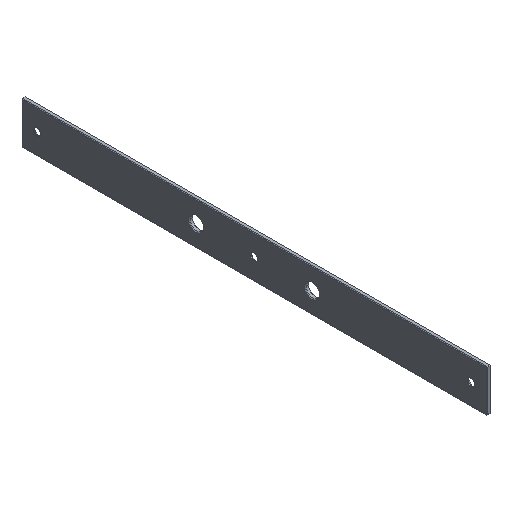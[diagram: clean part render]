
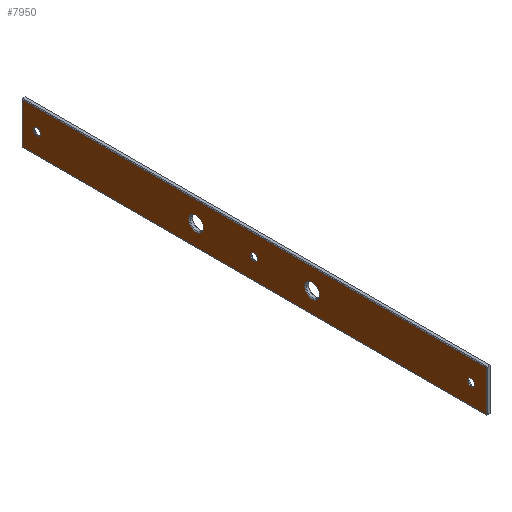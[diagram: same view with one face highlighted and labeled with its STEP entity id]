
A CAD part, isometric view. The second image highlights one B-rep face of the part: STEP entity #7950.
In plain terms, the highlighted planar face has unit normal (-1, 0, 0).
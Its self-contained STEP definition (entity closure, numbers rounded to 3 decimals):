
#1673=DIRECTION('',(0.,1.,0.));
#1674=VECTOR('',#1673,592.);
#1675=CARTESIAN_POINT('',(273.,-296.,267.7));
#1676=LINE('',#1675,#1674);
#1834=DIRECTION('',(0.,0.,-1.));
#1835=VECTOR('',#1834,52.);
#1836=CARTESIAN_POINT('',(273.,-296.,319.7));
#1837=LINE('',#1836,#1835);
#1862=CARTESIAN_POINT('',(273.,-74.,293.7));
#1863=DIRECTION('',(1.,0.,0.));
#1864=DIRECTION('',(0.,-1.,0.));
#1865=AXIS2_PLACEMENT_3D('',#1862,#1863,#1864);
#1870=CARTESIAN_POINT('',(273.,-74.,293.7));
#1871=DIRECTION('',(1.,0.,0.));
#1872=DIRECTION('',(0.,0.,1.));
#1873=AXIS2_PLACEMENT_3D('',#1870,#1871,#1872);
#1878=CARTESIAN_POINT('',(273.,-74.,293.7));
#1879=DIRECTION('',(1.,0.,0.));
#1880=DIRECTION('',(0.,1.,0.));
#1881=AXIS2_PLACEMENT_3D('',#1878,#1879,#1880);
#1886=CARTESIAN_POINT('',(273.,-74.,293.7));
#1887=DIRECTION('',(1.,0.,0.));
#1888=DIRECTION('',(0.,0.,-1.));
#1889=AXIS2_PLACEMENT_3D('',#1886,#1887,#1888);
#1894=CARTESIAN_POINT('',(273.,74.,293.7));
#1895=DIRECTION('',(1.,0.,0.));
#1896=DIRECTION('',(0.,-1.,0.));
#1897=AXIS2_PLACEMENT_3D('',#1894,#1895,#1896);
#1902=CARTESIAN_POINT('',(273.,74.,293.7));
#1903=DIRECTION('',(1.,0.,0.));
#1904=DIRECTION('',(0.,0.,1.));
#1905=AXIS2_PLACEMENT_3D('',#1902,#1903,#1904);
#1910=CARTESIAN_POINT('',(273.,74.,293.7));
#1911=DIRECTION('',(1.,0.,0.));
#1912=DIRECTION('',(0.,1.,0.));
#1913=AXIS2_PLACEMENT_3D('',#1910,#1911,#1912);
#1918=CARTESIAN_POINT('',(273.,74.,293.7));
#1919=DIRECTION('',(1.,0.,0.));
#1920=DIRECTION('',(0.,0.,-1.));
#1921=AXIS2_PLACEMENT_3D('',#1918,#1919,#1920);
#1926=CARTESIAN_POINT('',(273.,-277.,293.7));
#1927=DIRECTION('',(1.,0.,0.));
#1928=DIRECTION('',(0.,-1.,0.));
#1929=AXIS2_PLACEMENT_3D('',#1926,#1927,#1928);
#1934=CARTESIAN_POINT('',(273.,-277.,293.7));
#1935=DIRECTION('',(1.,0.,0.));
#1936=DIRECTION('',(0.,1.,0.));
#1937=AXIS2_PLACEMENT_3D('',#1934,#1935,#1936);
#1942=CARTESIAN_POINT('',(273.,0.,293.7));
#1943=DIRECTION('',(1.,0.,0.));
#1944=DIRECTION('',(0.,-1.,0.));
#1945=AXIS2_PLACEMENT_3D('',#1942,#1943,#1944);
#1950=CARTESIAN_POINT('',(273.,0.,293.7));
#1951=DIRECTION('',(1.,0.,0.));
#1952=DIRECTION('',(0.,1.,0.));
#1953=AXIS2_PLACEMENT_3D('',#1950,#1951,#1952);
#1958=CARTESIAN_POINT('',(273.,277.,293.7));
#1959=DIRECTION('',(1.,0.,0.));
#1960=DIRECTION('',(0.,-1.,0.));
#1961=AXIS2_PLACEMENT_3D('',#1958,#1959,#1960);
#1966=CARTESIAN_POINT('',(273.,277.,293.7));
#1967=DIRECTION('',(1.,0.,0.));
#1968=DIRECTION('',(0.,1.,0.));
#1969=AXIS2_PLACEMENT_3D('',#1966,#1967,#1968);
#1981=DIRECTION('',(0.,0.,1.));
#1982=VECTOR('',#1981,52.);
#1983=CARTESIAN_POINT('',(273.,296.,267.7));
#1984=LINE('',#1983,#1982);
#2009=DIRECTION('',(0.,-1.,0.));
#2010=VECTOR('',#2009,592.);
#2011=CARTESIAN_POINT('',(273.,296.,319.7));
#2012=LINE('',#2011,#2010);
#6188=CARTESIAN_POINT('',(273.,-296.,319.7));
#6189=CARTESIAN_POINT('',(273.,-296.,267.7));
#6190=VERTEX_POINT('',#6188);
#6191=VERTEX_POINT('',#6189);
#6192=CARTESIAN_POINT('',(273.,296.,319.7));
#6193=VERTEX_POINT('',#6192);
#6194=CARTESIAN_POINT('',(273.,296.,267.7));
#6195=VERTEX_POINT('',#6194);
#6654=CARTESIAN_POINT('',(273.,-272.5,293.7));
#6656=VERTEX_POINT('',#6654);
#6658=CARTESIAN_POINT('',(273.,-281.5,293.7));
#6660=VERTEX_POINT('',#6658);
#6666=CARTESIAN_POINT('',(273.,4.5,293.7));
#6668=VERTEX_POINT('',#6666);
#6670=CARTESIAN_POINT('',(273.,-4.5,293.7));
#6672=VERTEX_POINT('',#6670);
#6678=CARTESIAN_POINT('',(273.,281.5,293.7));
#6680=VERTEX_POINT('',#6678);
#6682=CARTESIAN_POINT('',(273.,272.5,293.7));
#6684=VERTEX_POINT('',#6682);
#6718=CARTESIAN_POINT('',(273.,-74.,303.2));
#6720=VERTEX_POINT('',#6718);
#6722=CARTESIAN_POINT('',(273.,-74.,284.2));
#6724=VERTEX_POINT('',#6722);
#6725=CARTESIAN_POINT('',(273.,-64.5,293.7));
#6726=VERTEX_POINT('',#6725);
#6727=CARTESIAN_POINT('',(273.,-83.5,293.7));
#6728=VERTEX_POINT('',#6727);
#6742=CARTESIAN_POINT('',(273.,74.,303.2));
#6744=VERTEX_POINT('',#6742);
#6746=CARTESIAN_POINT('',(273.,74.,284.2));
#6748=VERTEX_POINT('',#6746);
#6749=CARTESIAN_POINT('',(273.,83.5,293.7));
#6750=VERTEX_POINT('',#6749);
#6751=CARTESIAN_POINT('',(273.,64.5,293.7));
#6752=VERTEX_POINT('',#6751);
#7899=CARTESIAN_POINT('',(273.,-38.,172.7));
#7900=DIRECTION('',(-1.,0.,0.));
#7901=DIRECTION('',(0.,0.,1.));
#7902=AXIS2_PLACEMENT_3D('',#7899,#7900,#7901);
#7903=PLANE('',#7902);
#7904=ORIENTED_EDGE('',*,*,#7866,.T.);
#7905=ORIENTED_EDGE('',*,*,#7660,.T.);
#7907=ORIENTED_EDGE('',*,*,#7906,.T.);
#7909=ORIENTED_EDGE('',*,*,#7908,.T.);
#7910=EDGE_LOOP('',(#7904,#7905,#7907,#7909));
#7911=FACE_OUTER_BOUND('',#7910,.F.);
#7913=ORIENTED_EDGE('',*,*,#7912,.F.);
#7915=ORIENTED_EDGE('',*,*,#7914,.F.);
#7917=ORIENTED_EDGE('',*,*,#7916,.F.);
#7919=ORIENTED_EDGE('',*,*,#7918,.F.);
#7920=EDGE_LOOP('',(#7913,#7915,#7917,#7919));
#7921=FACE_BOUND('',#7920,.F.);
#7923=ORIENTED_EDGE('',*,*,#7922,.F.);
#7925=ORIENTED_EDGE('',*,*,#7924,.F.);
#7927=ORIENTED_EDGE('',*,*,#7926,.F.);
#7929=ORIENTED_EDGE('',*,*,#7928,.F.);
#7930=EDGE_LOOP('',(#7923,#7925,#7927,#7929));
#7931=FACE_BOUND('',#7930,.F.);
#7933=ORIENTED_EDGE('',*,*,#7932,.F.);
#7935=ORIENTED_EDGE('',*,*,#7934,.F.);
#7936=EDGE_LOOP('',(#7933,#7935));
#7937=FACE_BOUND('',#7936,.F.);
#7939=ORIENTED_EDGE('',*,*,#7938,.F.);
#7941=ORIENTED_EDGE('',*,*,#7940,.F.);
#7942=EDGE_LOOP('',(#7939,#7941));
#7943=FACE_BOUND('',#7942,.F.);
#7945=ORIENTED_EDGE('',*,*,#7944,.F.);
#7947=ORIENTED_EDGE('',*,*,#7946,.F.);
#7948=EDGE_LOOP('',(#7945,#7947));
#7949=FACE_BOUND('',#7948,.F.);
#1866=CIRCLE('',#1865,9.5);
#1874=CIRCLE('',#1873,9.5);
#1882=CIRCLE('',#1881,9.5);
#1890=CIRCLE('',#1889,9.5);
#1898=CIRCLE('',#1897,9.5);
#1906=CIRCLE('',#1905,9.5);
#1914=CIRCLE('',#1913,9.5);
#1922=CIRCLE('',#1921,9.5);
#1930=CIRCLE('',#1929,4.5);
#1938=CIRCLE('',#1937,4.5);
#1946=CIRCLE('',#1945,4.5);
#1954=CIRCLE('',#1953,4.5);
#1962=CIRCLE('',#1961,4.5);
#1970=CIRCLE('',#1969,4.5);
#7660=EDGE_CURVE('',#6191,#6195,#1676,.T.);
#7866=EDGE_CURVE('',#6190,#6191,#1837,.T.);
#7906=EDGE_CURVE('',#6195,#6193,#1984,.T.);
#7908=EDGE_CURVE('',#6193,#6190,#2012,.T.);
#7912=EDGE_CURVE('',#6728,#6724,#1866,.T.);
#7914=EDGE_CURVE('',#6720,#6728,#1874,.T.);
#7916=EDGE_CURVE('',#6726,#6720,#1882,.T.);
#7918=EDGE_CURVE('',#6724,#6726,#1890,.T.);
#7922=EDGE_CURVE('',#6752,#6748,#1898,.T.);
#7924=EDGE_CURVE('',#6744,#6752,#1906,.T.);
#7926=EDGE_CURVE('',#6750,#6744,#1914,.T.);
#7928=EDGE_CURVE('',#6748,#6750,#1922,.T.);
#7932=EDGE_CURVE('',#6660,#6656,#1930,.T.);
#7934=EDGE_CURVE('',#6656,#6660,#1938,.T.);
#7938=EDGE_CURVE('',#6672,#6668,#1946,.T.);
#7940=EDGE_CURVE('',#6668,#6672,#1954,.T.);
#7944=EDGE_CURVE('',#6684,#6680,#1962,.T.);
#7946=EDGE_CURVE('',#6680,#6684,#1970,.T.);
#7950=ADVANCED_FACE('',(#7911,#7921,#7931,#7937,#7943,#7949),#7903,.T.);
